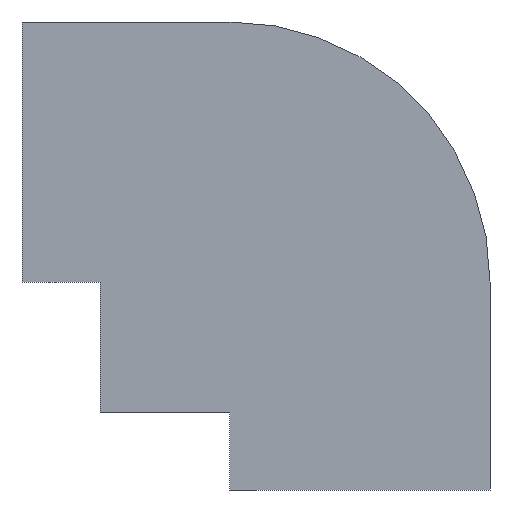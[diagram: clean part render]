
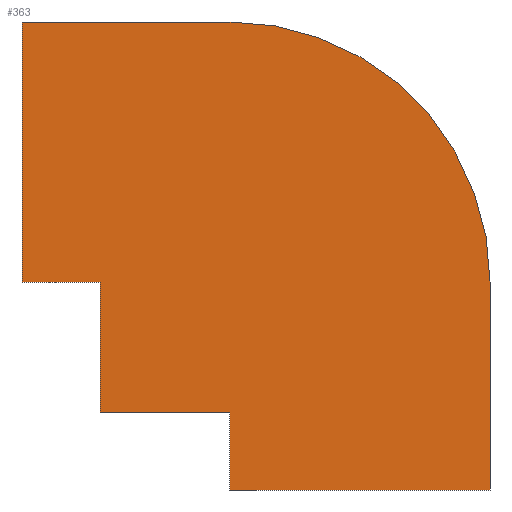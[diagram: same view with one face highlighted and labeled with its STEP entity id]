
A CAD part, front view. The second image highlights one B-rep face of the part: STEP entity #363.
In plain terms, the highlighted planar face has unit normal (0, -1, 0).
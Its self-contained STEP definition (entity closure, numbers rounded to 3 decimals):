
#2 = CARTESIAN_POINT ( 'NONE',  ( 7.5, 0., -10.5 ) ) ;
#6 = EDGE_CURVE ( 'NONE', #187, #121, #159, .T. ) ;
#24 = CARTESIAN_POINT ( 'NONE',  ( -7.5, 0., -7.5 ) ) ;
#25 = VERTEX_POINT ( 'NONE', #299 ) ;
#27 = CARTESIAN_POINT ( 'NONE',  ( -10.5, 0., -2.5 ) ) ;
#36 = AXIS2_PLACEMENT_3D ( 'NONE', #316, #41, #284 ) ;
#41 = DIRECTION ( 'NONE',  ( 0., 1., 0. ) ) ;
#43 = VECTOR ( 'NONE', #403, 1000. ) ;
#44 = VECTOR ( 'NONE', #66, 1000. ) ;
#45 = ORIENTED_EDGE ( 'NONE', *, *, #6, .F. ) ;
#46 = CARTESIAN_POINT ( 'NONE',  ( -7.5, 0., -2.5 ) ) ;
#53 = VECTOR ( 'NONE', #192, 1000. ) ;
#60 = CARTESIAN_POINT ( 'NONE',  ( -2.5, 0., -10.5 ) ) ;
#66 = DIRECTION ( 'NONE',  ( 0., 0., -1. ) ) ;
#76 = ORIENTED_EDGE ( 'NONE', *, *, #234, .F. ) ;
#88 = DIRECTION ( 'NONE',  ( -1., 0., 0. ) ) ;
#91 = CARTESIAN_POINT ( 'NONE',  ( -2.5, 0., 7.5 ) ) ;
#93 = EDGE_LOOP ( 'NONE', ( #193, #212, #76, #219, #45, #338, #189, #367, #371 ) ) ;
#94 = CARTESIAN_POINT ( 'NONE',  ( -7.5, 0., -2.5 ) ) ;
#121 = VERTEX_POINT ( 'NONE', #208 ) ;
#122 = VECTOR ( 'NONE', #290, 1000. ) ;
#128 = VECTOR ( 'NONE', #88, 1000. ) ;
#129 = VERTEX_POINT ( 'NONE', #201 ) ;
#149 = LINE ( 'NONE', #24, #245 ) ;
#151 = VERTEX_POINT ( 'NONE', #297 ) ;
#156 = DIRECTION ( 'NONE',  ( 1., 0., 0. ) ) ;
#158 = LINE ( 'NONE', #342, #44 ) ;
#159 = LINE ( 'NONE', #278, #43 ) ;
#165 = EDGE_CURVE ( 'NONE', #375, #187, #349, .T. ) ;
#180 = LINE ( 'NONE', #333, #341 ) ;
#187 = VERTEX_POINT ( 'NONE', #27 ) ;
#188 = EDGE_CURVE ( 'NONE', #308, #375, #301, .T. ) ;
#189 = ORIENTED_EDGE ( 'NONE', *, *, #188, .F. ) ;
#191 = VERTEX_POINT ( 'NONE', #91 ) ;
#192 = DIRECTION ( 'NONE',  ( 0., 0., 1. ) ) ;
#193 = ORIENTED_EDGE ( 'NONE', *, *, #220, .F. ) ;
#194 = FACE_OUTER_BOUND ( 'NONE', #93, .T. ) ;
#201 = CARTESIAN_POINT ( 'NONE',  ( -2.5, 0., -7.5 ) ) ;
#202 = EDGE_CURVE ( 'NONE', #129, #308, #149, .T. ) ;
#208 = CARTESIAN_POINT ( 'NONE',  ( -10.5, 0., 7.5 ) ) ;
#209 = DIRECTION ( 'NONE',  ( 0., 0., 1. ) ) ;
#211 = AXIS2_PLACEMENT_3D ( 'NONE', #275, #248, #209 ) ;
#212 = ORIENTED_EDGE ( 'NONE', *, *, #314, .F. ) ;
#219 = ORIENTED_EDGE ( 'NONE', *, *, #272, .F. ) ;
#220 = EDGE_CURVE ( 'NONE', #346, #151, #303, .T. ) ;
#234 = EDGE_CURVE ( 'NONE', #191, #25, #318, .T. ) ;
#245 = VECTOR ( 'NONE', #273, 1000. ) ;
#248 = DIRECTION ( 'NONE',  ( 0., 1., 0. ) ) ;
#255 = LINE ( 'NONE', #370, #53 ) ;
#272 = EDGE_CURVE ( 'NONE', #121, #191, #180, .T. ) ;
#273 = DIRECTION ( 'NONE',  ( -1., 0., 0. ) ) ;
#275 = CARTESIAN_POINT ( 'NONE',  ( -2.5, 0., -2.5 ) ) ;
#278 = CARTESIAN_POINT ( 'NONE',  ( -10.5, 0., -2.5 ) ) ;
#284 = DIRECTION ( 'NONE',  ( 0., 0., 1. ) ) ;
#290 = DIRECTION ( 'NONE',  ( -1., 0., 0. ) ) ;
#297 = CARTESIAN_POINT ( 'NONE',  ( -2.5, 0., -10.5 ) ) ;
#299 = CARTESIAN_POINT ( 'NONE',  ( 7.5, 0., -2.5 ) ) ;
#301 = LINE ( 'NONE', #94, #379 ) ;
#303 = LINE ( 'NONE', #60, #128 ) ;
#308 = VERTEX_POINT ( 'NONE', #336 ) ;
#314 = EDGE_CURVE ( 'NONE', #25, #346, #158, .T. ) ;
#316 = CARTESIAN_POINT ( 'NONE',  ( -2.5, 0., -2.5 ) ) ;
#318 = CIRCLE ( 'NONE', #211, 10. ) ;
#333 = CARTESIAN_POINT ( 'NONE',  ( -7.5, 0., 7.5 ) ) ;
#336 = CARTESIAN_POINT ( 'NONE',  ( -7.5, 0., -7.5 ) ) ;
#338 = ORIENTED_EDGE ( 'NONE', *, *, #165, .F. ) ;
#340 = EDGE_CURVE ( 'NONE', #151, #129, #255, .T. ) ;
#341 = VECTOR ( 'NONE', #156, 1000. ) ;
#342 = CARTESIAN_POINT ( 'NONE',  ( 7.5, 0., -2.5 ) ) ;
#345 = PLANE ( 'NONE',  #36 ) ;
#346 = VERTEX_POINT ( 'NONE', #2 ) ;
#349 = LINE ( 'NONE', #354, #122 ) ;
#354 = CARTESIAN_POINT ( 'NONE',  ( -7.5, 0., -2.5 ) ) ;
#360 = DIRECTION ( 'NONE',  ( 0., 0., 1. ) ) ;
#363 = ADVANCED_FACE ( 'NONE', ( #194 ), #345, .F. ) ;
#367 = ORIENTED_EDGE ( 'NONE', *, *, #202, .F. ) ;
#370 = CARTESIAN_POINT ( 'NONE',  ( -2.5, 0., -7.5 ) ) ;
#371 = ORIENTED_EDGE ( 'NONE', *, *, #340, .F. ) ;
#375 = VERTEX_POINT ( 'NONE', #46 ) ;
#379 = VECTOR ( 'NONE', #360, 1000. ) ;
#403 = DIRECTION ( 'NONE',  ( 0., 0., 1. ) ) ;
